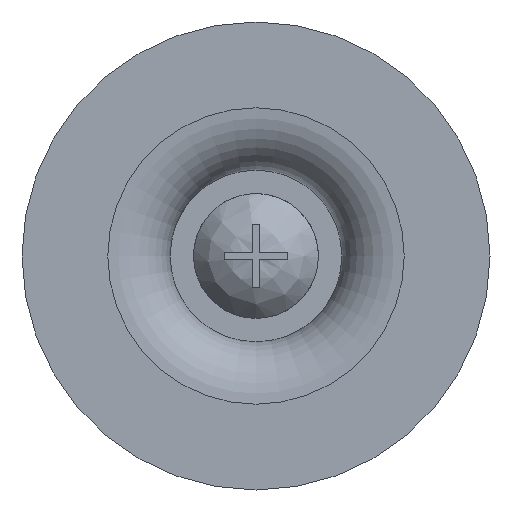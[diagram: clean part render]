
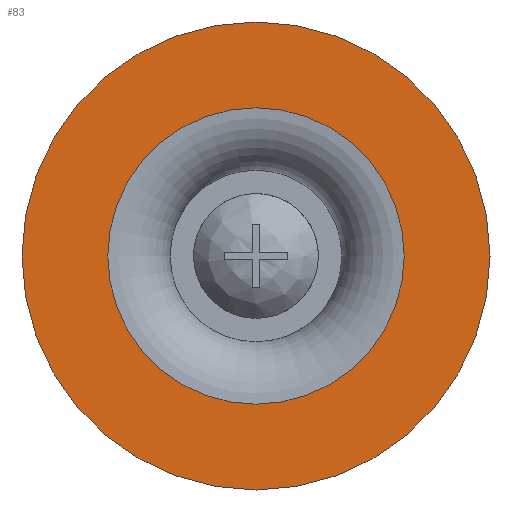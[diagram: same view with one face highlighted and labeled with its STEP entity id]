
A CAD part, front view. The second image highlights one B-rep face of the part: STEP entity #83.
In plain terms, the highlighted planar face has unit normal (0, -1, 0).
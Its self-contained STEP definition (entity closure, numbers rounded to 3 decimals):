
#83 = ADVANCED_FACE( '', ( #200, #201 ), #202, .F. );
#200 = FACE_BOUND( '', #355, .T. );
#201 = FACE_OUTER_BOUND( '', #356, .T. );
#202 = PLANE( '', #357 );
#355 = EDGE_LOOP( '', ( #570 ) );
#356 = EDGE_LOOP( '', ( #571 ) );
#357 = AXIS2_PLACEMENT_3D( '', #572, #573, #574 );
#570 = ORIENTED_EDGE( '', *, *, #902, .F. );
#571 = ORIENTED_EDGE( '', *, *, #904, .T. );
#572 = CARTESIAN_POINT( '', ( 15., 0., 0. ) );
#573 = DIRECTION( '', ( 0., 1., 0. ) );
#574 = DIRECTION( '', ( 0., 0., 1. ) );
#902 = EDGE_CURVE( '', #1061, #1061, #1062, .T. );
#904 = EDGE_CURVE( '', #1064, #1064, #1065, .T. );
#1061 = VERTEX_POINT( '', #1291 );
#1062 = CIRCLE( '', #1292, 9.5 );
#1064 = VERTEX_POINT( '', #1294 );
#1065 = CIRCLE( '', #1295, 15. );
#1291 = CARTESIAN_POINT( '', ( 0., 0., -9.5 ) );
#1292 = AXIS2_PLACEMENT_3D( '', #1621, #1622, #1623 );
#1294 = CARTESIAN_POINT( '', ( 0., 0., -15. ) );
#1295 = AXIS2_PLACEMENT_3D( '', #1624, #1625, #1626 );
#1621 = CARTESIAN_POINT( '', ( 0., 0., 0. ) );
#1622 = DIRECTION( '', ( 0., -1., 0. ) );
#1623 = DIRECTION( '', ( 0., 0., -1. ) );
#1624 = CARTESIAN_POINT( '', ( 0., 0., 0. ) );
#1625 = DIRECTION( '', ( 0., -1., 0. ) );
#1626 = DIRECTION( '', ( 0., 0., -1. ) );
